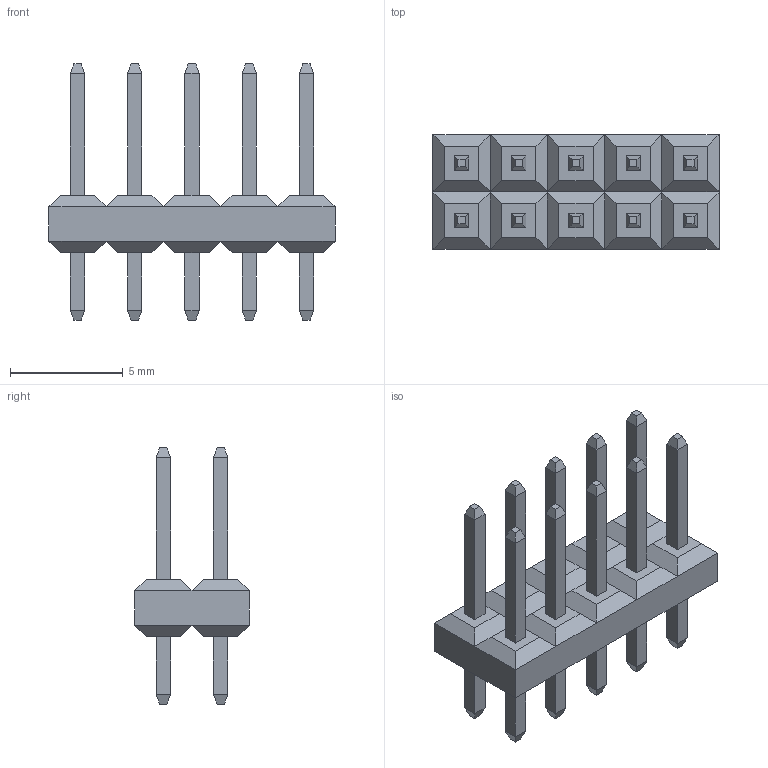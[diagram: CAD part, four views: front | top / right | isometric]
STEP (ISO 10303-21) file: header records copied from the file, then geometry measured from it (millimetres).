
FILE_DESCRIPTION(/* description */ (''),/* implementation_level */ '2;1');
FILE_NAME(/* name */ 'header_straight_1605080364425.stp',/* time_stamp */ '2020-11-11T07:39:30+00:00',/* author */ (''),/* organization */ (''),/* preprocessor_version */ 'ST-DEVELOPER v18.1',/* originating_system */ 'ASM',/* authorisation */ '');
FILE_SCHEMA (('AUTOMOTIVE_DESIGN { 1 0 10303 214 3 1 1 }'));
Length unit declared in the file: millimetre
Products named in the file (1): header_straight_1605080364425
Bounding box: 12.7 x 5.08 x 11.38 mm (x, y, z)
Volume: 175.9 mm3; surface area: 433.2 mm2
Topology: 1 solids, 1 shells, 284 faces, 618 edges, 356 vertices
Faces by surface type: plane 284
Entity records: 7495 total; most frequent: CARTESIAN_POINT 1259, ORIENTED_EDGE 1236, DIRECTION 1188, LINE 618, VECTOR 618, EDGE_CURVE 618, VERTEX_POINT 356, EDGE_LOOP 304
